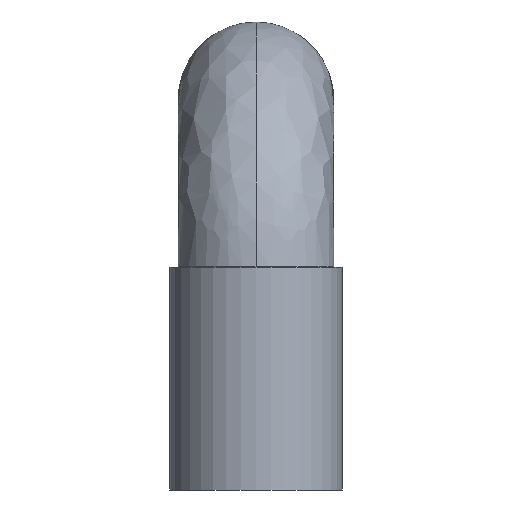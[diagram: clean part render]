
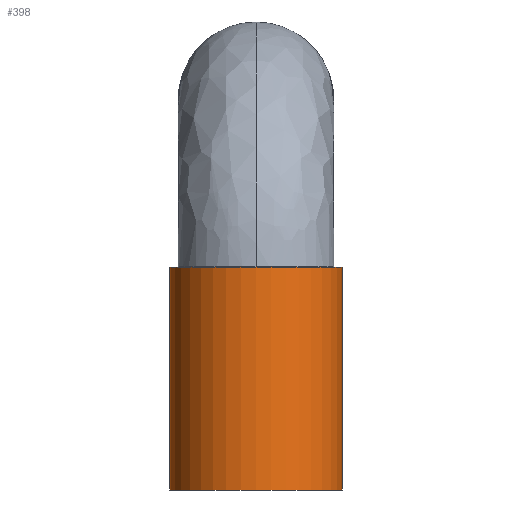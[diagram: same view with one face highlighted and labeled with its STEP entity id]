
A CAD part, front view. The second image highlights one B-rep face of the part: STEP entity #398.
In plain terms, the highlighted cylindrical face has radius 7.75 mm (diameter 15.5 mm), a partial arc.
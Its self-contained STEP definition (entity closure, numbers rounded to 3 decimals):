
#14 = ORIENTED_EDGE ( 'NONE', *, *, #127, .T. ) ;
#17 = DIRECTION ( 'NONE',  ( 0., 0., 1. ) ) ;
#51 = ORIENTED_EDGE ( 'NONE', *, *, #267, .F. ) ;
#54 = DIRECTION ( 'NONE',  ( 0., 0., 1. ) ) ;
#77 = CARTESIAN_POINT ( 'NONE',  ( 7.75, 0., -0.036 ) ) ;
#80 = VERTEX_POINT ( 'NONE', #236 ) ;
#91 = VECTOR ( 'NONE', #239, 1000. ) ;
#118 = CARTESIAN_POINT ( 'NONE',  ( 0., 0., 0. ) ) ;
#127 = EDGE_CURVE ( 'NONE', #289, #325, #222, .T. ) ;
#148 = VERTEX_POINT ( 'NONE', #449 ) ;
#162 = DIRECTION ( 'NONE',  ( 1., 0., 0. ) ) ;
#182 = ORIENTED_EDGE ( 'NONE', *, *, #227, .F. ) ;
#222 = LINE ( 'NONE', #395, #91 ) ;
#227 = EDGE_CURVE ( 'NONE', #148, #325, #520, .T. ) ;
#236 = CARTESIAN_POINT ( 'NONE',  ( -7.75, 0., -20.036 ) ) ;
#239 = DIRECTION ( 'NONE',  ( 0., 0., 1. ) ) ;
#240 = VECTOR ( 'NONE', #17, 1000. ) ;
#261 = FACE_OUTER_BOUND ( 'NONE', #537, .T. ) ;
#262 = CIRCLE ( 'NONE', #344, 7.75 ) ;
#267 = EDGE_CURVE ( 'NONE', #80, #148, #460, .T. ) ;
#274 = AXIS2_PLACEMENT_3D ( 'NONE', #467, #287, #457 ) ;
#287 = DIRECTION ( 'NONE',  ( 0., 0., 1. ) ) ;
#289 = VERTEX_POINT ( 'NONE', #437 ) ;
#306 = DIRECTION ( 'NONE',  ( 0., 0., 1. ) ) ;
#325 = VERTEX_POINT ( 'NONE', #77 ) ;
#339 = CARTESIAN_POINT ( 'NONE',  ( 0., 0., -20.036 ) ) ;
#344 = AXIS2_PLACEMENT_3D ( 'NONE', #339, #54, #162 ) ;
#346 = AXIS2_PLACEMENT_3D ( 'NONE', #118, #306, #396 ) ;
#395 = CARTESIAN_POINT ( 'NONE',  ( 7.75, 0., 0. ) ) ;
#396 = DIRECTION ( 'NONE',  ( 1., 0., 0. ) ) ;
#398 = ADVANCED_FACE ( 'NONE', ( #261 ), #521, .T. ) ;
#422 = CARTESIAN_POINT ( 'NONE',  ( -7.75, 0., 0. ) ) ;
#437 = CARTESIAN_POINT ( 'NONE',  ( 7.75, 0., -20.036 ) ) ;
#449 = CARTESIAN_POINT ( 'NONE',  ( -7.75, 0., -0.036 ) ) ;
#457 = DIRECTION ( 'NONE',  ( 1., 0., 0. ) ) ;
#460 = LINE ( 'NONE', #422, #240 ) ;
#467 = CARTESIAN_POINT ( 'NONE',  ( 0., 0., -0.036 ) ) ;
#497 = ORIENTED_EDGE ( 'NONE', *, *, #530, .T. ) ;
#520 = CIRCLE ( 'NONE', #274, 7.75 ) ;
#521 = CYLINDRICAL_SURFACE ( 'NONE', #346, 7.75 ) ;
#530 = EDGE_CURVE ( 'NONE', #80, #289, #262, .T. ) ;
#537 = EDGE_LOOP ( 'NONE', ( #51, #497, #14, #182 ) ) ;
